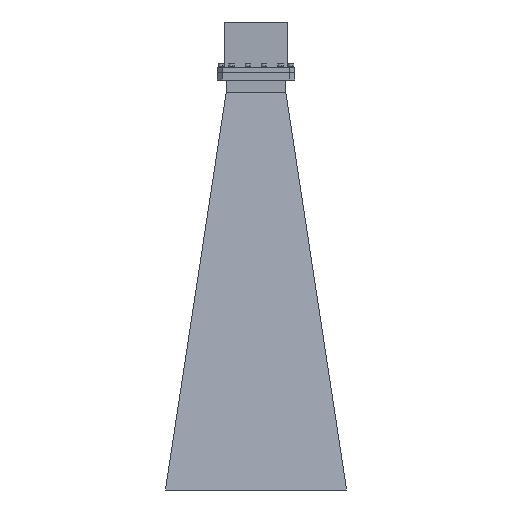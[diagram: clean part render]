
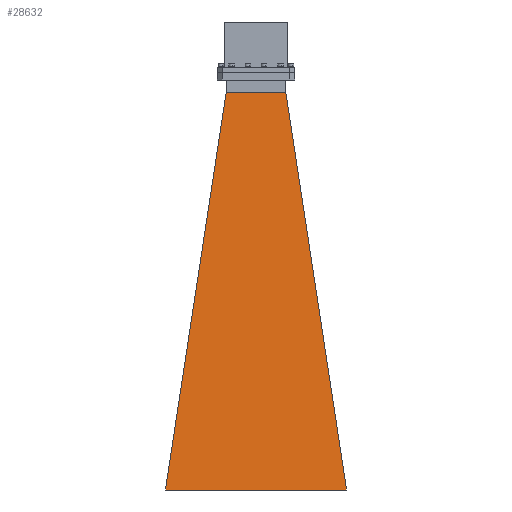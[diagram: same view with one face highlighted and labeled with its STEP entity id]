
A CAD part, front view. The second image highlights one B-rep face of the part: STEP entity #28632.
In plain terms, the highlighted planar face has unit normal (0, -0.995, 0.104).
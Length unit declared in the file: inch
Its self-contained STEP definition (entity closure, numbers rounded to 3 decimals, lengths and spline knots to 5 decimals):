
#85 = CARTESIAN_POINT ( 'NONE',  ( -1.482, -0.732, -1.01 ) ) ;
#1386 = VERTEX_POINT ( 'NONE', #24765 ) ;
#3072 = AXIS2_PLACEMENT_3D ( 'NONE', #9798, #28379, #12472 ) ;
#3703 = EDGE_CURVE ( 'NONE', #1386, #14586, #11168, .T. ) ;
#5592 = ORIENTED_EDGE ( 'NONE', *, *, #25136, .T. ) ;
#7004 = VECTOR ( 'NONE', #25193, 39.37008 ) ;
#7386 = B_SPLINE_CURVE_WITH_KNOTS ( 'NONE', 3,
 ( #12469, #25718, #22611, #33590 ),
 .UNSPECIFIED., .F., .F.,
 ( 4, 4 ),
 ( 0., 1. ),
 .UNSPECIFIED. ) ;
#7395 = VECTOR ( 'NONE', #30989, 39.37008 ) ;
#9038 = LINE ( 'NONE', #11002, #20259 ) ;
#9798 = CARTESIAN_POINT ( 'NONE',  ( 0., -0.61939, 0.06489 ) ) ;
#10090 = CARTESIAN_POINT ( 'NONE',  ( -4.5, -2.8, -20.75 ) ) ;
#10822 = EDGE_CURVE ( 'NONE', #14586, #20477, #26163, .T. ) ;
#11002 = CARTESIAN_POINT ( 'NONE',  ( -4.5, -2.8, -20.75 ) ) ;
#11168 = LINE ( 'NONE', #10090, #7395 ) ;
#11716 = EDGE_CURVE ( 'NONE', #1386, #29246, #9038, .T. ) ;
#12469 = CARTESIAN_POINT ( 'NONE',  ( 1.482, -0.732, -1.01 ) ) ;
#12472 = DIRECTION ( 'NONE',  ( 0., -0.104, -0.995 ) ) ;
#14586 = VERTEX_POINT ( 'NONE', #27970 ) ;
#16349 = DIRECTION ( 'NONE',  ( 0.15, 0.103, 0.983 ) ) ;
#17096 = ORIENTED_EDGE ( 'NONE', *, *, #3703, .T. ) ;
#17661 = CARTESIAN_POINT ( 'NONE',  ( 4.5, -2.8, -20.75 ) ) ;
#19294 = CARTESIAN_POINT ( 'NONE',  ( 1.482, -0.732, -1.01 ) ) ;
#20054 = ORIENTED_EDGE ( 'NONE', *, *, #10822, .T. ) ;
#20259 = VECTOR ( 'NONE', #16349, 39.37008 ) ;
#20477 = VERTEX_POINT ( 'NONE', #19294 ) ;
#22611 = CARTESIAN_POINT ( 'NONE',  ( -0.494, -0.732, -1.01 ) ) ;
#22671 = EDGE_LOOP ( 'NONE', ( #20054, #5592, #25794, #17096 ) ) ;
#24765 = CARTESIAN_POINT ( 'NONE',  ( -4.5, -2.8, -20.75 ) ) ;
#25136 = EDGE_CURVE ( 'NONE', #20477, #29246, #7386, .T. ) ;
#25193 = DIRECTION ( 'NONE',  ( -0.15, 0.103, 0.983 ) ) ;
#25718 = CARTESIAN_POINT ( 'NONE',  ( 0.494, -0.732, -1.01 ) ) ;
#25794 = ORIENTED_EDGE ( 'NONE', *, *, #11716, .F. ) ;
#26163 = LINE ( 'NONE', #17661, #7004 ) ;
#27970 = CARTESIAN_POINT ( 'NONE',  ( 4.5, -2.8, -20.75 ) ) ;
#28379 = DIRECTION ( 'NONE',  ( 0., -0.995, 0.104 ) ) ;
#28632 = ADVANCED_FACE ( 'NONE', ( #32117 ), #33819, .T. ) ;
#29246 = VERTEX_POINT ( 'NONE', #85 ) ;
#30989 = DIRECTION ( 'NONE',  ( 1., 0., 0. ) ) ;
#32117 = FACE_OUTER_BOUND ( 'NONE', #22671, .T. ) ;
#33590 = CARTESIAN_POINT ( 'NONE',  ( -1.482, -0.732, -1.01 ) ) ;
#33819 = PLANE ( 'NONE',  #3072 ) ;
